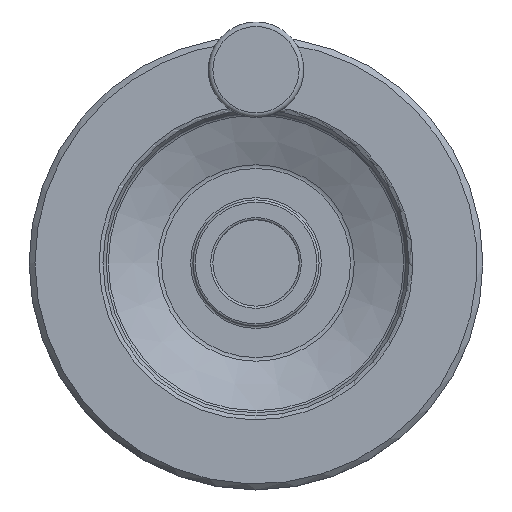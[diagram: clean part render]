
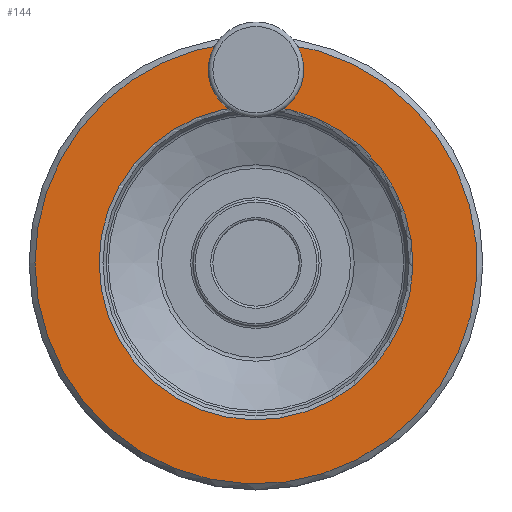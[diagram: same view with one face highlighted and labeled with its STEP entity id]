
A CAD part, top view. The second image highlights one B-rep face of the part: STEP entity #144.
In plain terms, the highlighted planar face has unit normal (0, 0, 1).
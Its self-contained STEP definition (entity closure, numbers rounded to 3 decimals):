
#144 = ADVANCED_FACE( '', ( #392 ), #393, .F. );
#392 = FACE_OUTER_BOUND( '', #792, .T. );
#393 = PLANE( '', #793 );
#792 = EDGE_LOOP( '', ( #3114, #3115, #3116, #3117 ) );
#793 = AXIS2_PLACEMENT_3D( '', #3118, #3119, #3120 );
#3114 = ORIENTED_EDGE( '', *, *, #3858, .T. );
#3115 = ORIENTED_EDGE( '', *, *, #3859, .T. );
#3116 = ORIENTED_EDGE( '', *, *, #3860, .T. );
#3117 = ORIENTED_EDGE( '', *, *, #3861, .T. );
#3118 = CARTESIAN_POINT( '', ( 0., 50., 24. ) );
#3119 = DIRECTION( '', ( 0., 0., -1. ) );
#3120 = DIRECTION( '', ( -1., 0., 0. ) );
#3858 = EDGE_CURVE( '', #4159, #4160, #4161, .T. );
#3859 = EDGE_CURVE( '', #4160, #4162, #4163, .F. );
#3860 = EDGE_CURVE( '', #4162, #4164, #4165, .F. );
#3861 = EDGE_CURVE( '', #4164, #4159, #4166, .F. );
#4159 = VERTEX_POINT( '', #4582 );
#4160 = VERTEX_POINT( '', #4583 );
#4161 = CIRCLE( '', #4584, 34.577 );
#4162 = VERTEX_POINT( '', #4585 );
#4163 = CIRCLE( '', #4586, 8.096 );
#4164 = VERTEX_POINT( '', #4587 );
#4165 = CIRCLE( '', #4588, 48.7 );
#4166 = CIRCLE( '', #4589, 8.096 );
#4582 = CARTESIAN_POINT( '', ( 1.504, 34.545, 24. ) );
#4583 = CARTESIAN_POINT( '', ( -1.504, 34.545, 24. ) );
#4584 = AXIS2_PLACEMENT_3D( '', #5949, #5950, #5951 );
#4585 = CARTESIAN_POINT( '', ( -5.565, 48.381, 24. ) );
#4586 = AXIS2_PLACEMENT_3D( '', #5952, #5953, #5954 );
#4587 = CARTESIAN_POINT( '', ( 5.565, 48.381, 24. ) );
#4588 = AXIS2_PLACEMENT_3D( '', #5955, #5956, #5957 );
#4589 = AXIS2_PLACEMENT_3D( '', #5958, #5959, #5960 );
#5949 = CARTESIAN_POINT( '', ( 0., 0., 24. ) );
#5950 = DIRECTION( '', ( 0., 0., -1. ) );
#5951 = DIRECTION( '', ( -1., 0., 0. ) );
#5952 = CARTESIAN_POINT( '', ( 0., 42.5, 24. ) );
#5953 = DIRECTION( '', ( 0., 0., 1. ) );
#5954 = DIRECTION( '', ( 0., -1., 0. ) );
#5955 = CARTESIAN_POINT( '', ( 0., 0., 24. ) );
#5956 = DIRECTION( '', ( 0., 0., -1. ) );
#5957 = DIRECTION( '', ( -1., 0., 0. ) );
#5958 = CARTESIAN_POINT( '', ( 0., 42.5, 24. ) );
#5959 = DIRECTION( '', ( 0., 0., 1. ) );
#5960 = DIRECTION( '', ( 0., -1., 0. ) );
